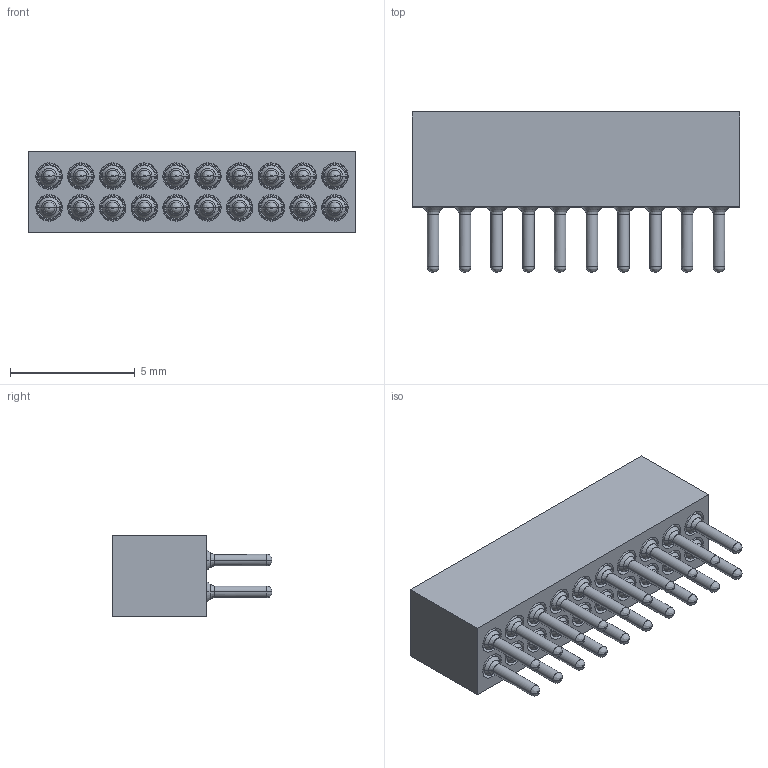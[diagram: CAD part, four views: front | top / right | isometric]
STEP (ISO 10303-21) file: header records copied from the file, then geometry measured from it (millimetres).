
FILE_DESCRIPTION( ('This file contains a STEP AP42 implementation' ,'as created by ZW3D STEP Interface translator.') ,'2;1' );
FILE_NAME( '3524-382XXSXX060X1.stp' ,'231013.171821', (''), ('ZWCAD Software Co.'), 'Version 1.0', 'ZW3D to STEP translator', '' );
FILE_SCHEMA(('AUTOMOTIVE_DESIGN { 1 0 10303 214 1 1 1 1 }'));
Length unit declared in the file: millimetre
Products named in the file (2): 0; 3524-38220SXX060X1
Bounding box: 13.11 x 6.4 x 3.25 mm (x, y, z)
Volume: 132.5 mm3; surface area: 936 mm2
Topology: 2 solids, 41 shells, 2066 faces, 4712 edges, 2808 vertices
Faces by surface type: bspline 760, plane 646, cone 620, cylinder 40
Entity records: 109888 total; most frequent: CARTESIAN_POINT 74507, ORIENTED_EDGE 9424, EDGE_CURVE 4712, B_SPLINE_CURVE_WITH_KNOTS 4512, VERTEX_POINT 2808, DIRECTION 2614, EDGE_LOOP 2226, FACE_OUTER_BOUND 2066
